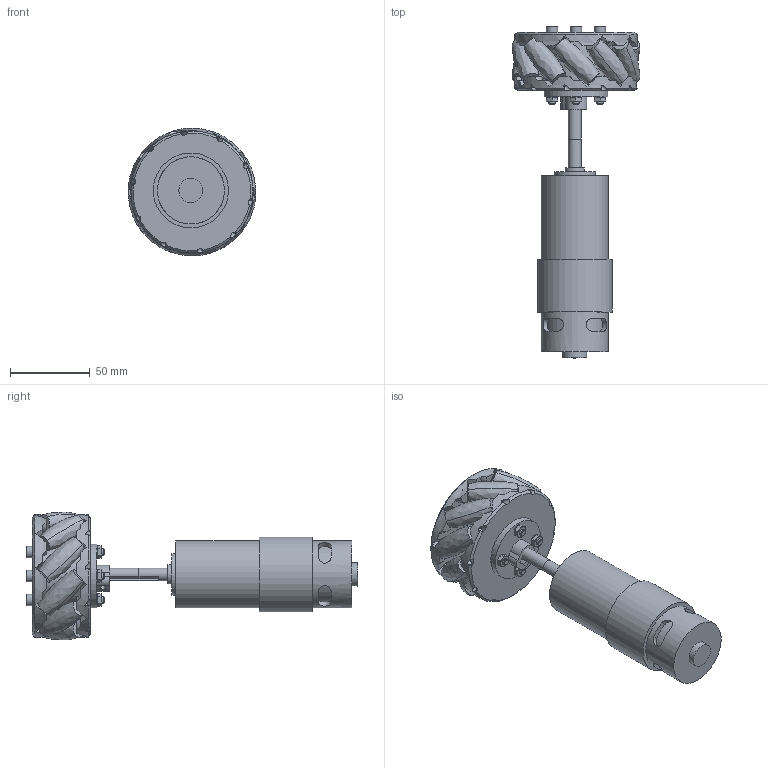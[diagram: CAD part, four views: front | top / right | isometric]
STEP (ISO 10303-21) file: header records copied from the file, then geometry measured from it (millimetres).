
FILE_DESCRIPTION(/* description */ (''),/* implementation_level */ '2;1');
FILE_NAME(/* name */ 'clamp v6.step',/* time_stamp */ '2022-02-24T17:32:06+05:00',/* author */ (''),/* organization */ (''),/* preprocessor_version */ 'ST-DEVELOPER v18.1',/* originating_system */ 'Autodesk Translation Framework v10.13.0.1454',/* authorisation */ '');
FILE_SCHEMA (('AUTOMOTIVE_DESIGN { 1 0 10303 214 3 1 1 }'));
Length unit declared in the file: millimetre
Products named in the file (10): clamp; DC Mega torque motor 12 V; Mecanum Wheel Assembly Left; Wheel outer side Left; Wheel base plate 1 Left; Roller 3; Shaft Coupler Nema 17; hex nut style 1 gradeab_din_Hexagon Nut ISO 4032 - M4 - W - N; Roller Shaft; socket head cap screw_am_B18.3.1M - 4 x 0.7 x 45 Hex SHCS -- 20NHX
Assembly tree (33 placements, depth 3):
  clamp
    DC Mega torque motor 12 V
    Mecanum Wheel Assembly Left
      Wheel outer side Left
      Wheel base plate 1 Left
      Roller 3  x10
      Shaft Coupler Nema 17
      hex nut style 1 gradeab_din_Hexagon Nut ISO 4032 - M4 - W - N  x4
      Roller Shaft  x10
      socket head cap screw_am_B18.3.1M - 4 x 0.7 x 45 Hex SHCS -- 20NHX  x4
Bounding box: 79.68 x 207.68 x 79.68 mm (x, y, z)
Volume: 287769 mm3; surface area: 78913.1 mm2
Topology: 33 solids, 33 shells, 500 faces, 1142 edges, 724 vertices
Faces by surface type: plane 268, cylinder 140, cone 60, bspline 28, torus 4
Full cylindrical faces by diameter (mm): 3 x10, 3.2 x12, 3.3 x14, 3.5 x10, 4 x8, 4.2 x4, 4.3 x12, 6 x1, 7 x8, 8 x1, 12 x1, 15 x2, 26 x1, 38 x1, 40 x1, 42 x2, 47 x1, 76.4 x2
Entity records: 10948 total; most frequent: CARTESIAN_POINT 3220, DIRECTION 1668, ORIENTED_EDGE 1452, EDGE_CURVE 726, AXIS2_PLACEMENT_3D 706, VERTEX_POINT 472, EDGE_LOOP 366, FACE_OUTER_BOUND 290
